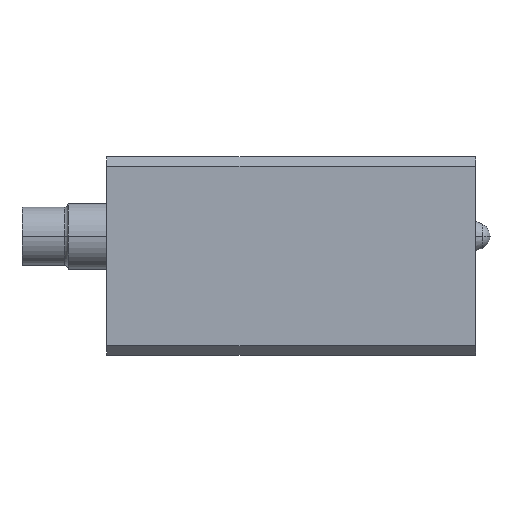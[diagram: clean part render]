
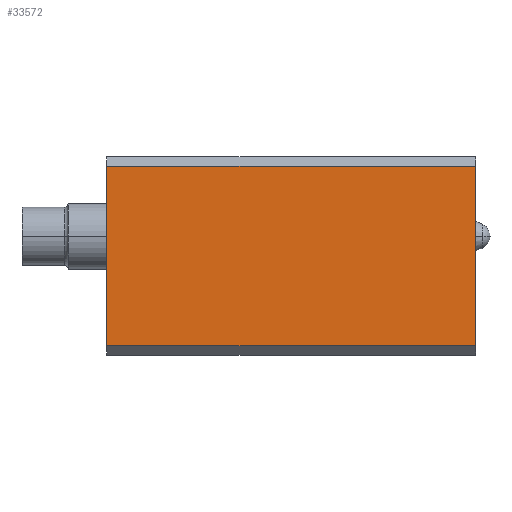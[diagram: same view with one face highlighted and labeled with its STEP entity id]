
A CAD part, front view. The second image highlights one B-rep face of the part: STEP entity #33572.
In plain terms, the highlighted planar face has unit normal (0, -1, 0).
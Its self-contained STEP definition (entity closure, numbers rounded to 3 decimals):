
#2799=DIRECTION('',(0.,0.,1.));
#2800=VECTOR('',#2799,13.63);
#2801=CARTESIAN_POINT('',(24.708,-22.249,-8.315));
#2802=LINE('',#2801,#2800);
#3729=DIRECTION('',(1.,0.,0.));
#3730=VECTOR('',#3729,28.028);
#3731=CARTESIAN_POINT('',(-3.32,-22.249,5.315));
#3732=LINE('',#3731,#3730);
#3737=DIRECTION('',(0.,0.,1.));
#3738=VECTOR('',#3737,13.63);
#3739=CARTESIAN_POINT('',(-3.32,-22.249,-8.315));
#3740=LINE('',#3739,#3738);
#3749=DIRECTION('',(1.,0.,0.));
#3750=VECTOR('',#3749,28.028);
#3751=CARTESIAN_POINT('',(-3.32,-22.249,-8.315));
#3752=LINE('',#3751,#3750);
#26371=CARTESIAN_POINT('',(-3.32,-22.249,5.315));
#26372=CARTESIAN_POINT('',(24.708,-22.249,5.315));
#26373=VERTEX_POINT('',#26371);
#26374=VERTEX_POINT('',#26372);
#26379=CARTESIAN_POINT('',(-3.32,-22.249,-8.315));
#26380=CARTESIAN_POINT('',(24.708,-22.249,-8.315));
#26381=VERTEX_POINT('',#26379);
#26382=VERTEX_POINT('',#26380);
#33559=CARTESIAN_POINT('',(-3.296,-22.249,-9.005));
#33560=DIRECTION('',(0.,-1.,0.));
#33561=DIRECTION('',(1.,0.,0.));
#33562=AXIS2_PLACEMENT_3D('',#33559,#33560,#33561);
#33563=PLANE('',#33562);
#33565=ORIENTED_EDGE('',*,*,#33564,.F.);
#33567=ORIENTED_EDGE('',*,*,#33566,.T.);
#33568=ORIENTED_EDGE('',*,*,#33552,.T.);
#33569=ORIENTED_EDGE('',*,*,#32974,.F.);
#33570=EDGE_LOOP('',(#33565,#33567,#33568,#33569));
#33571=FACE_OUTER_BOUND('',#33570,.F.);
#33572=ADVANCED_FACE('',(#33571),#33563,.T.);
#32974=EDGE_CURVE('',#26382,#26374,#2802,.T.);
#33552=EDGE_CURVE('',#26373,#26374,#3732,.T.);
#33564=EDGE_CURVE('',#26381,#26382,#3752,.T.);
#33566=EDGE_CURVE('',#26381,#26373,#3740,.T.);
